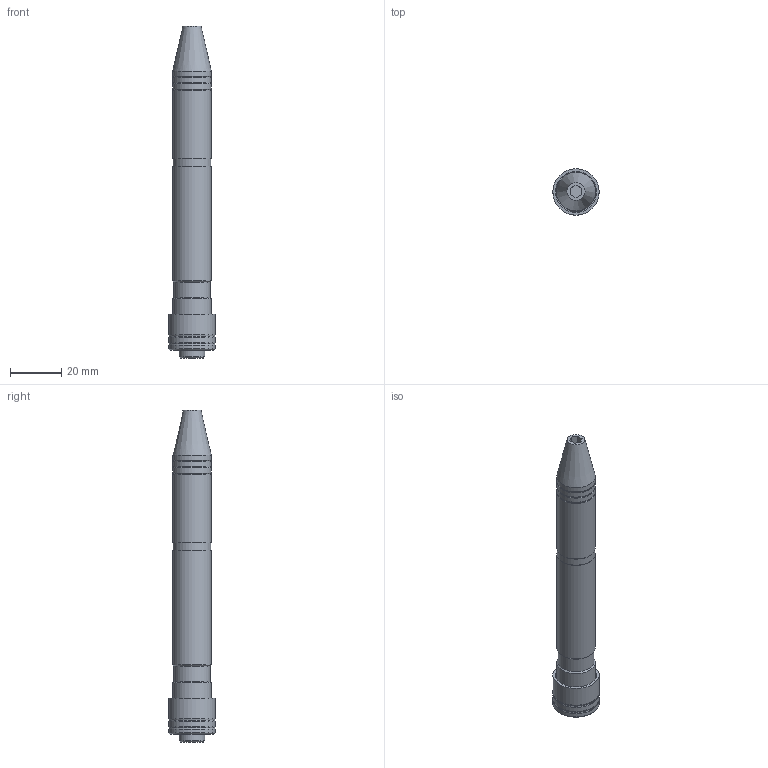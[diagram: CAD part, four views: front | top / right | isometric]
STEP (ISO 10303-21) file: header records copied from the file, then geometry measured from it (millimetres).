
FILE_DESCRIPTION(('HOOPS Exchange Step'),'2;1');
FILE_NAME('temp_export','2024-08-09T15:23:52+08:00',('sharma21'),('Shapr3D Limited'),'HOOPS Exchange 2024.2','Shapr3D','Authorized');
FILE_SCHEMA( ('AP242_MANAGED_MODEL_BASED_3D_ENGINEERING_MIM_LF {1 0 10303 442 1 1 4 }') );
Length unit declared in the file: millimetre
Products named in the file (1): root
Bounding box: 18 x 18 x 129 mm (x, y, z)
Volume: 21745.9 mm3; surface area: 12568.9 mm2
Topology: 16 solids, 16 shells, 69 faces, 128 edges, 94 vertices
Faces by surface type: plane 41, cone 15, cylinder 13
Full cylindrical faces by diameter (mm): 10 x1, 14 x1, 14.75 x1, 15 x6, 16 x1, 18 x3
Entity records: 1843 total; most frequent: DIRECTION 352, CARTESIAN_POINT 293, ORIENTED_EDGE 256, AXIS2_PLACEMENT_3D 153, EDGE_CURVE 128, VERTEX_POINT 94, CIRCLE 82, EDGE_LOOP 72
